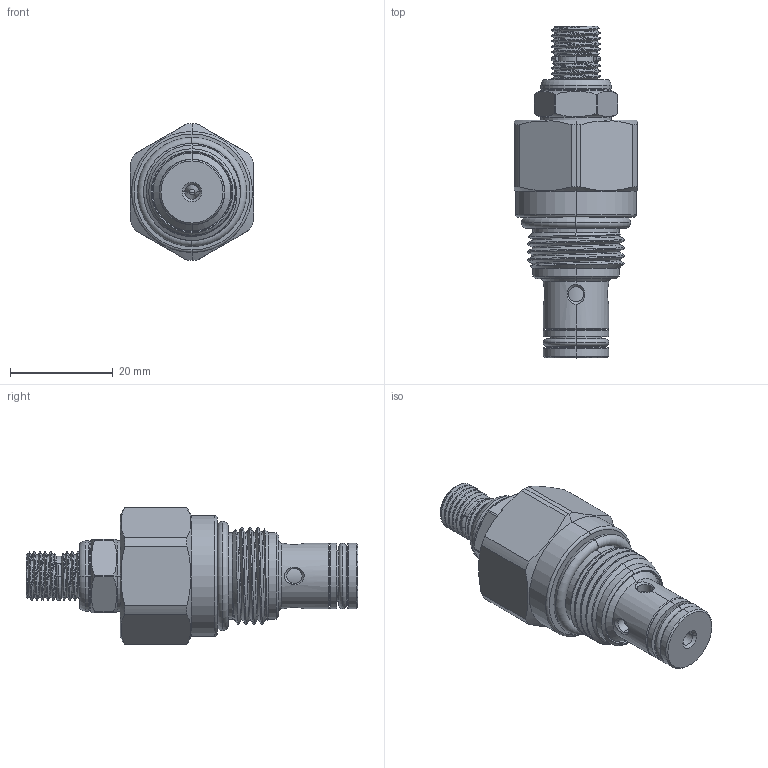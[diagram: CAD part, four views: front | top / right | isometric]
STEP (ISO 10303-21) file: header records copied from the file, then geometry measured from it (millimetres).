
FILE_DESCRIPTION (( 'STEP AP203' ), '1' );
FILE_NAME ('RD08W23AL-A.STEP', '2017-07-05T06:31:00', ( '' ), ( '' ), 'SwSTEP 2.0', 'SolidWorks 2012', '' );
FILE_SCHEMA (( 'CONFIG_CONTROL_DESIGN' ));
Length unit declared in the file: millimetre
Products named in the file (1): RD08W23AL-A
Bounding box: 24 x 64.71 x 26.67 mm (x, y, z)
Volume: 15734.9 mm3; surface area: 5918.2 mm2
Topology: 4 solids, 4 shells, 221 faces, 528 edges, 324 vertices
Faces by surface type: cylinder 87, plane 45, torus 40, cone 38, bspline 9, sphere 2
Entity records: 13744 total; most frequent: CARTESIAN_POINT 8745, ORIENTED_EDGE 1052, DIRECTION 1036, EDGE_CURVE 526, AXIS2_PLACEMENT_3D 437, VERTEX_POINT 324, EDGE_LOOP 236, CIRCLE 224
